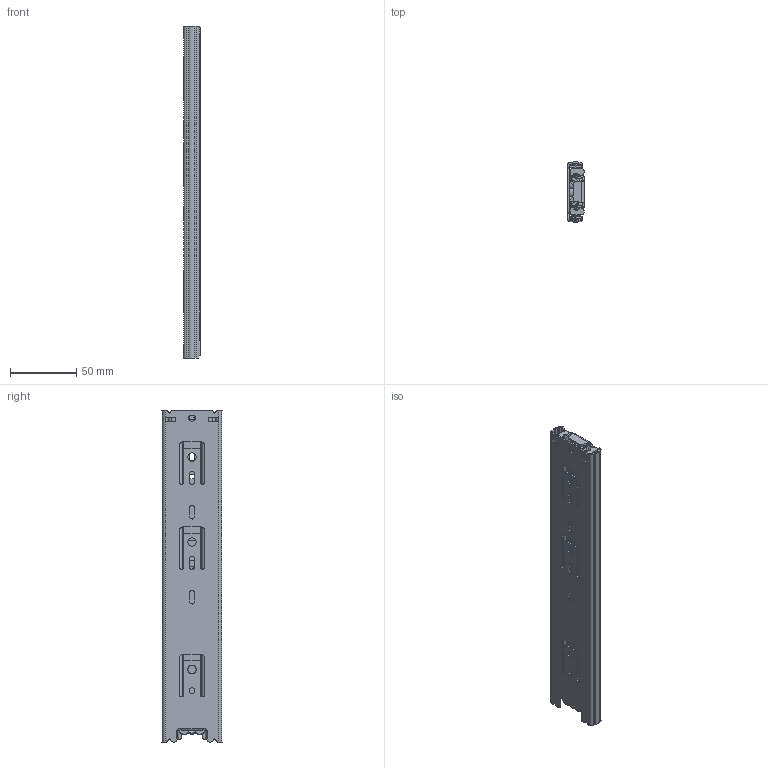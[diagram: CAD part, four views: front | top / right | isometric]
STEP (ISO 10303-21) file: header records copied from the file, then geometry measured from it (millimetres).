
FILE_DESCRIPTION (( 'STEP AP214' ), '1' );
FILE_NAME ('45#³£¹æ10´çclose.STEP', '2024-10-10T06:02:09', ( '' ), ( '' ), 'SwSTEP 2.0', 'SolidWorks 2016', '' );
FILE_SCHEMA (( 'AUTOMOTIVE_DESIGN' ));
Length unit declared in the file: millimetre
Products named in the file (10): 詩紩4.72; 45紩殤14渡; 45癹弇坶; 45坶蝶; 45#都寞10渡close; 45中轨胶塞; 45#都寞俋寢10渡; 45#都寞囀寢10渡; 紩沭113.5; 45#都寞笢寢10渡
Assembly tree (39 placements, depth 2):
  45#都寞10渡close
    45#都寞俋寢10渡
    45#都寞笢寢10渡
    45#都寞囀寢10渡
    45紩殤14渡
    詩紩4.72  x30
    紩沭113.5  x2
    45坶蝶
    45中轨胶塞
    45癹弇坶
Bounding box: 12.7 x 45.47 x 250 mm (x, y, z)
Volume: 55474.1 mm3; surface area: 94132.3 mm2
Topology: 42 solids, 42 shells, 1813 faces, 5078 edges, 3101 vertices
Faces by surface type: plane 631, cylinder 625, sphere 198, torus 180, bspline 175, cone 4
Entity records: 52249 total; most frequent: CARTESIAN_POINT 13237, ORIENTED_EDGE 8392, DIRECTION 7889, EDGE_CURVE 4196, AXIS2_PLACEMENT_3D 2943, VERTEX_POINT 2623, VECTOR 2003, LINE 2003
